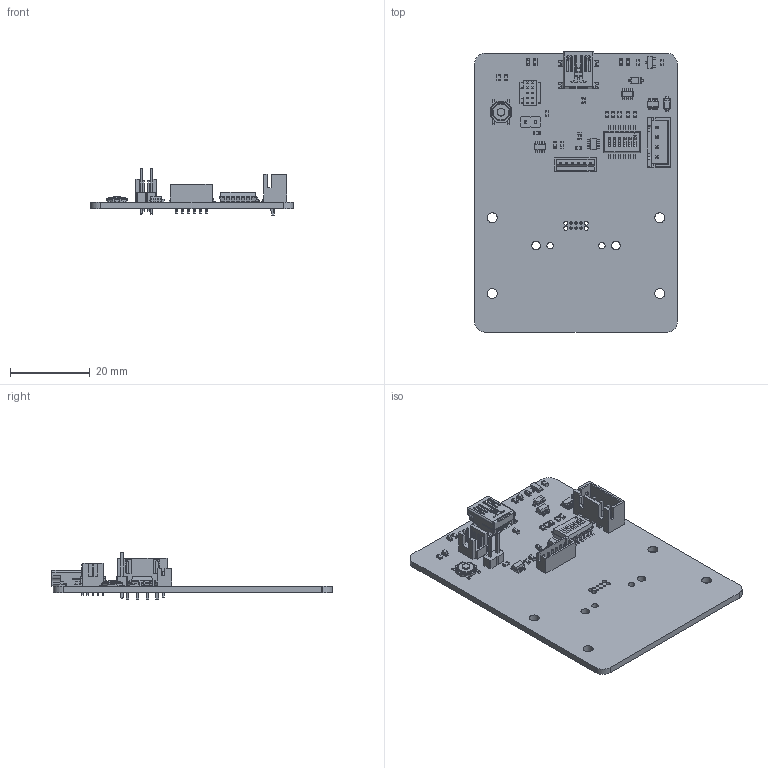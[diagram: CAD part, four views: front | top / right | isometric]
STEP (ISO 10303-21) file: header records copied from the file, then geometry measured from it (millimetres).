
FILE_DESCRIPTION(('KiCad electronic assembly'),'2;1');
FILE_NAME('tagbase-jlcpcb-v3.step','2025-02-06T13:40:40',('Pcbnew'),( 'Kicad'),'Open CASCADE STEP processor 7.6','KiCad to STEP converter' ,'Unknown');
FILE_SCHEMA(('AUTOMOTIVE_DESIGN { 1 0 10303 214 1 1 1 1 }'));
Length unit declared in the file: millimetre
Products named in the file (32): tagbase-jlcpcb-v3 1; LED_0603_1608Metric; FTSH-105-01-F-D-K; SOT-23-6; SOT_23_6; SW_SPST_TL3342; SOT-23-3; SOT-23; SOT_23; USB_Mini-B_Lumberg_2486_01_Horizontal; C_0603_1608Metric; R_0603_1608Metric; D_SOD-123; D_SOD_123; JST_XH_B4B-XH-A_1x04_P2.50mm_Vertical; JST_B4B_XH_A; SW_DIP_SPSTx06_Slide_KingTek_DSHP06TS_W7.62mm_P1.27mm; SW_DIP_SPSTx06_Slide_KingTek_DSHP06TS_W762mm_P127mm; SOT-23-8; SOT_23_8; PinHeader_1x02_P2.54mm_Vertical; PinHeader_1x02_P254mm_Vertical; B6B-ZR; _autosave-tagbase-jlcpcb-v3_PCB
Assembly tree (77 placements, depth 3):
  tagbase-jlcpcb-v3 1
    LED_0603_1608Metric  x6
      LED_0603_1608Metric
    FTSH-105-01-F-D-K
      FTSH-105-01-F-D-K
    SOT-23-6  x6
      SOT_23_6
    SW_SPST_TL3342  x2
      SW_SPST_TL3342
    SOT-23-3
      SOT-23-3
    SOT-23
      SOT_23
    USB_Mini-B_Lumberg_2486_01_Horizontal  x2
      USB_Mini-B_Lumberg_2486_01_Horizontal
    C_0603_1608Metric  x12
      C_0603_1608Metric
    R_0603_1608Metric  x19
      R_0603_1608Metric
    D_SOD-123  x4
      D_SOD_123
    JST_XH_B4B-XH-A_1x04_P2.50mm_Vertical  x2
      JST_B4B_XH_A
    SW_DIP_SPSTx06_Slide_KingTek_DSHP06TS_W7.62mm_P1.27mm
      SW_DIP_SPSTx06_Slide_KingTek_DSHP06TS_W762mm_P127mm
    SOT-23-8
      SOT_23_8
    PinHeader_1x02_P2.54mm_Vertical  x2
      PinHeader_1x02_P254mm_Vertical
    B6B-ZR
      B6B-ZR
    _autosave-tagbase-jlcpcb-v3_PCB
Bounding box: 50.8 x 70.21 x 11.94 mm (x, y, z)
Volume: 6929.2 mm3; surface area: 11932.9 mm2
Topology: 64 solids, 66 shells, 4784 faces, 12760 edges, 8156 vertices
Faces by surface type: plane 3246, cylinder 1105, bspline 427, torus 6
Full cylindrical faces by diameter (mm): 0.61 x6, 0.635 x10, 0.7 x6, 0.8 x4, 0.9 x2, 0.95 x4, 1 x2, 1.067 x4, 1.2 x1, 1.587 x2, 2 x2, 2.16 x2, 2.5 x4
Entity records: 78459 total; most frequent: CARTESIAN_POINT 13077, ORIENTED_EDGE 11180, DIRECTION 10205, EDGE_CURVE 5590, LINE 4479, VECTOR 4479, VERTEX_POINT 3570, AXIS2_PLACEMENT_3D 2863
